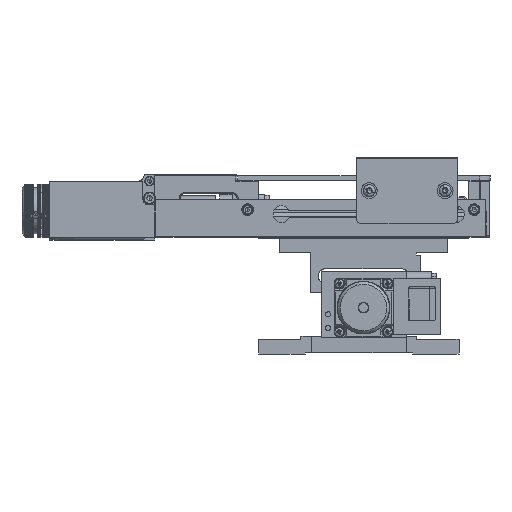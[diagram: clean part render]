
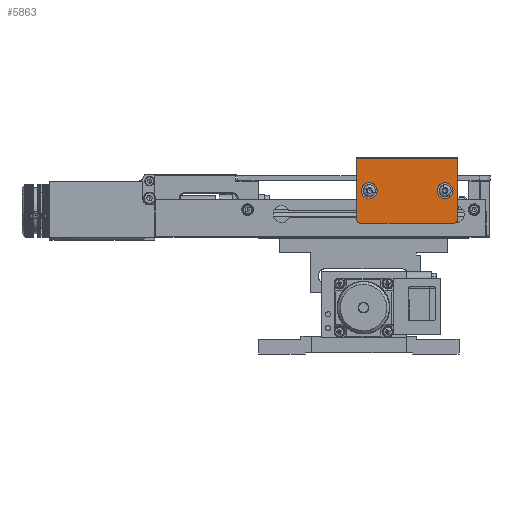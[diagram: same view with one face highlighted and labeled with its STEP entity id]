
A CAD part, front view. The second image highlights one B-rep face of the part: STEP entity #5863.
In plain terms, the highlighted planar face has unit normal (0, -1, 0).
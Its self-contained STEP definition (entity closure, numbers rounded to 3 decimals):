
#164=FACE_BOUND('',#15241,.T.);
#165=FACE_BOUND('',#15242,.T.);
#2324=PLANE('',#83218);
#5863=ADVANCED_FACE('',(#10477,#164,#165),#2324,.T.);
#10477=FACE_OUTER_BOUND('',#15240,.T.);
#15240=EDGE_LOOP('',(#29690,#29691,#29692,#29693,#29694,#29695));
#15241=EDGE_LOOP('',(#29696,#29697,#29698,#29699));
#15242=EDGE_LOOP('',(#29700,#29701,#29702,#29703));
#29690=ORIENTED_EDGE('',*,*,#50637,.F.);
#29691=ORIENTED_EDGE('',*,*,#50643,.F.);
#29692=ORIENTED_EDGE('',*,*,#50646,.F.);
#29693=ORIENTED_EDGE('',*,*,#50669,.T.);
#29694=ORIENTED_EDGE('',*,*,#50667,.F.);
#29695=ORIENTED_EDGE('',*,*,#50670,.T.);
#29696=ORIENTED_EDGE('',*,*,#50653,.T.);
#29697=ORIENTED_EDGE('',*,*,#50652,.T.);
#29698=ORIENTED_EDGE('',*,*,#50651,.T.);
#29699=ORIENTED_EDGE('',*,*,#57414,.T.);
#29700=ORIENTED_EDGE('',*,*,#50660,.T.);
#29701=ORIENTED_EDGE('',*,*,#57417,.T.);
#29702=ORIENTED_EDGE('',*,*,#50659,.T.);
#29703=ORIENTED_EDGE('',*,*,#50658,.T.);
#50637=EDGE_CURVE('',#75319,#75320,#68609,.T.);
#50643=EDGE_CURVE('',#75324,#75319,#62032,.T.);
#50646=EDGE_CURVE('',#75326,#75324,#68611,.T.);
#50651=EDGE_CURVE('',#75327,#79794,#68613,.T.);
#50652=EDGE_CURVE('',#75329,#75327,#68614,.T.);
#50653=EDGE_CURVE('',#75328,#75329,#68615,.T.);
#50658=EDGE_CURVE('',#75331,#75332,#68619,.T.);
#50659=EDGE_CURVE('',#75333,#75331,#68620,.T.);
#50660=EDGE_CURVE('',#75332,#79796,#68621,.T.);
#50667=EDGE_CURVE('',#75337,#75338,#62042,.T.);
#50669=EDGE_CURVE('',#75326,#75338,#62044,.T.);
#50670=EDGE_CURVE('',#75337,#75320,#62045,.T.);
#57414=EDGE_CURVE('',#79794,#75328,#70952,.T.);
#57417=EDGE_CURVE('',#79796,#75333,#70954,.T.);
#62032=B_SPLINE_CURVE_WITH_KNOTS('',1,(#141401,#141402),.UNSPECIFIED.,.F.,
 .F.,(2,2),(0.,44.),.UNSPECIFIED.);
#62042=B_SPLINE_CURVE_WITH_KNOTS('',1,(#141463,#141464),.UNSPECIFIED.,.F.,
 .F.,(2,2),(0.,48.),.UNSPECIFIED.);
#62044=B_SPLINE_CURVE_WITH_KNOTS('',1,(#141467,#141468),.UNSPECIFIED.,.F.,
 .F.,(2,2),(0.,28.9),.UNSPECIFIED.);
#62045=B_SPLINE_CURVE_WITH_KNOTS('',1,(#141469,#141470),.UNSPECIFIED.,.F.,
 .F.,(2,2),(0.,28.9),.UNSPECIFIED.);
#68609=(
BOUNDED_CURVE()
B_SPLINE_CURVE(2,(#141387,#141388,#141389),.UNSPECIFIED.,.F.,.F.)
B_SPLINE_CURVE_WITH_KNOTS((3,3),(0.,3.142),.UNSPECIFIED.)
CURVE()
GEOMETRIC_REPRESENTATION_ITEM()
RATIONAL_B_SPLINE_CURVE((1.,0.707,1.))
REPRESENTATION_ITEM('')
);
#68611=(
BOUNDED_CURVE()
B_SPLINE_CURVE(2,(#141407,#141408,#141409),.UNSPECIFIED.,.F.,.F.)
B_SPLINE_CURVE_WITH_KNOTS((3,3),(0.,3.142),.UNSPECIFIED.)
CURVE()
GEOMETRIC_REPRESENTATION_ITEM()
RATIONAL_B_SPLINE_CURVE((1.,0.707,1.))
REPRESENTATION_ITEM('')
);
#68613=(
BOUNDED_CURVE()
B_SPLINE_CURVE(2,(#141419,#141420,#141421),.UNSPECIFIED.,.F.,.F.)
B_SPLINE_CURVE_WITH_KNOTS((3,3),(-11.781,-5.89),
 .UNSPECIFIED.)
CURVE()
GEOMETRIC_REPRESENTATION_ITEM()
RATIONAL_B_SPLINE_CURVE((1.,0.707,1.))
REPRESENTATION_ITEM('')
);
#68614=(
BOUNDED_CURVE()
B_SPLINE_CURVE(2,(#141422,#141423,#141424),.UNSPECIFIED.,.F.,.F.)
B_SPLINE_CURVE_WITH_KNOTS((3,3),(-5.89,0.),.UNSPECIFIED.)
CURVE()
GEOMETRIC_REPRESENTATION_ITEM()
RATIONAL_B_SPLINE_CURVE((1.,0.707,1.))
REPRESENTATION_ITEM('')
);
#68615=(
BOUNDED_CURVE()
B_SPLINE_CURVE(2,(#141425,#141426,#141427),.UNSPECIFIED.,.F.,.F.)
B_SPLINE_CURVE_WITH_KNOTS((3,3),(-11.781,-5.89),
 .UNSPECIFIED.)
CURVE()
GEOMETRIC_REPRESENTATION_ITEM()
RATIONAL_B_SPLINE_CURVE((1.,0.707,1.))
REPRESENTATION_ITEM('')
);
#68619=(
BOUNDED_CURVE()
B_SPLINE_CURVE(2,(#141439,#141440,#141441),.UNSPECIFIED.,.F.,.F.)
B_SPLINE_CURVE_WITH_KNOTS((3,3),(-5.89,0.),.UNSPECIFIED.)
CURVE()
GEOMETRIC_REPRESENTATION_ITEM()
RATIONAL_B_SPLINE_CURVE((1.,0.707,1.))
REPRESENTATION_ITEM('')
);
#68620=(
BOUNDED_CURVE()
B_SPLINE_CURVE(2,(#141442,#141443,#141444),.UNSPECIFIED.,.F.,.F.)
B_SPLINE_CURVE_WITH_KNOTS((3,3),(-11.781,-5.89),
 .UNSPECIFIED.)
CURVE()
GEOMETRIC_REPRESENTATION_ITEM()
RATIONAL_B_SPLINE_CURVE((1.,0.707,1.))
REPRESENTATION_ITEM('')
);
#68621=(
BOUNDED_CURVE()
B_SPLINE_CURVE(2,(#141445,#141446,#141447),.UNSPECIFIED.,.F.,.F.)
B_SPLINE_CURVE_WITH_KNOTS((3,3),(-11.781,-5.89),
 .UNSPECIFIED.)
CURVE()
GEOMETRIC_REPRESENTATION_ITEM()
RATIONAL_B_SPLINE_CURVE((1.,0.707,1.))
REPRESENTATION_ITEM('')
);
#70952=(
BOUNDED_CURVE()
B_SPLINE_CURVE(2,(#163218,#163219,#163220),.UNSPECIFIED.,.F.,.F.)
B_SPLINE_CURVE_WITH_KNOTS((3,3),(-5.89,0.),.UNSPECIFIED.)
CURVE()
GEOMETRIC_REPRESENTATION_ITEM()
RATIONAL_B_SPLINE_CURVE((1.,0.707,1.))
REPRESENTATION_ITEM('')
);
#70954=(
BOUNDED_CURVE()
B_SPLINE_CURVE(2,(#163226,#163227,#163228),.UNSPECIFIED.,.F.,.F.)
B_SPLINE_CURVE_WITH_KNOTS((3,3),(-5.89,0.),.UNSPECIFIED.)
CURVE()
GEOMETRIC_REPRESENTATION_ITEM()
RATIONAL_B_SPLINE_CURVE((1.,0.707,1.))
REPRESENTATION_ITEM('')
);
#75319=VERTEX_POINT('',#117769);
#75320=VERTEX_POINT('',#117770);
#75324=VERTEX_POINT('',#117774);
#75326=VERTEX_POINT('',#117776);
#75327=VERTEX_POINT('',#117777);
#75328=VERTEX_POINT('',#117778);
#75329=VERTEX_POINT('',#117779);
#75331=VERTEX_POINT('',#117781);
#75332=VERTEX_POINT('',#117782);
#75333=VERTEX_POINT('',#117783);
#75337=VERTEX_POINT('',#117787);
#75338=VERTEX_POINT('',#117788);
#79794=VERTEX_POINT('',#122244);
#79796=VERTEX_POINT('',#122246);
#83218=AXIS2_PLACEMENT_3D('',#100991,#87301,$);
#87301=DIRECTION('',(0.,-1.,0.));
#100991=CARTESIAN_POINT('',(42.78,44.7,58.788));
#117769=CARTESIAN_POINT('',(49.7,44.7,61.998));
#117770=CARTESIAN_POINT('',(47.7,44.7,63.998));
#117774=CARTESIAN_POINT('',(93.7,44.7,61.998));
#117776=CARTESIAN_POINT('',(95.7,44.7,63.998));
#117777=CARTESIAN_POINT('',(57.45,44.7,77.498));
#117778=CARTESIAN_POINT('',(49.95,44.7,77.498));
#117779=CARTESIAN_POINT('',(53.7,44.7,81.248));
#117781=CARTESIAN_POINT('',(89.7,44.7,73.748));
#117782=CARTESIAN_POINT('',(85.95,44.7,77.498));
#117783=CARTESIAN_POINT('',(93.45,44.7,77.498));
#117787=CARTESIAN_POINT('',(47.7,44.7,92.898));
#117788=CARTESIAN_POINT('',(95.7,44.7,92.898));
#122244=CARTESIAN_POINT('',(53.7,44.7,73.748));
#122246=CARTESIAN_POINT('',(89.7,44.7,81.248));
#141387=CARTESIAN_POINT('',(49.7,44.7,61.998));
#141388=CARTESIAN_POINT('',(47.7,44.7,61.998));
#141389=CARTESIAN_POINT('',(47.7,44.7,63.998));
#141401=CARTESIAN_POINT('',(93.7,44.7,61.998));
#141402=CARTESIAN_POINT('',(49.7,44.7,61.998));
#141407=CARTESIAN_POINT('',(95.7,44.7,63.998));
#141408=CARTESIAN_POINT('',(95.7,44.7,61.998));
#141409=CARTESIAN_POINT('',(93.7,44.7,61.998));
#141419=CARTESIAN_POINT('',(57.45,44.7,77.498));
#141420=CARTESIAN_POINT('',(57.45,44.7,73.748));
#141421=CARTESIAN_POINT('',(53.7,44.7,73.748));
#141422=CARTESIAN_POINT('',(53.7,44.7,81.248));
#141423=CARTESIAN_POINT('',(57.45,44.7,81.248));
#141424=CARTESIAN_POINT('',(57.45,44.7,77.498));
#141425=CARTESIAN_POINT('',(49.95,44.7,77.498));
#141426=CARTESIAN_POINT('',(49.95,44.7,81.248));
#141427=CARTESIAN_POINT('',(53.7,44.7,81.248));
#141439=CARTESIAN_POINT('',(89.7,44.7,73.748));
#141440=CARTESIAN_POINT('',(85.95,44.7,73.748));
#141441=CARTESIAN_POINT('',(85.95,44.7,77.498));
#141442=CARTESIAN_POINT('',(93.45,44.7,77.498));
#141443=CARTESIAN_POINT('',(93.45,44.7,73.748));
#141444=CARTESIAN_POINT('',(89.7,44.7,73.748));
#141445=CARTESIAN_POINT('',(85.95,44.7,77.498));
#141446=CARTESIAN_POINT('',(85.95,44.7,81.248));
#141447=CARTESIAN_POINT('',(89.7,44.7,81.248));
#141463=CARTESIAN_POINT('',(47.7,44.7,92.898));
#141464=CARTESIAN_POINT('',(95.7,44.7,92.898));
#141467=CARTESIAN_POINT('',(95.7,44.7,63.998));
#141468=CARTESIAN_POINT('',(95.7,44.7,92.898));
#141469=CARTESIAN_POINT('',(47.7,44.7,92.898));
#141470=CARTESIAN_POINT('',(47.7,44.7,63.998));
#163218=CARTESIAN_POINT('',(53.7,44.7,73.748));
#163219=CARTESIAN_POINT('',(49.95,44.7,73.748));
#163220=CARTESIAN_POINT('',(49.95,44.7,77.498));
#163226=CARTESIAN_POINT('',(89.7,44.7,81.248));
#163227=CARTESIAN_POINT('',(93.45,44.7,81.248));
#163228=CARTESIAN_POINT('',(93.45,44.7,77.498));
